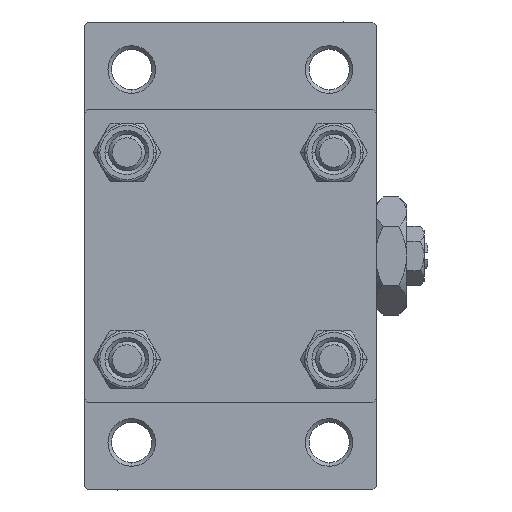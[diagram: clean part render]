
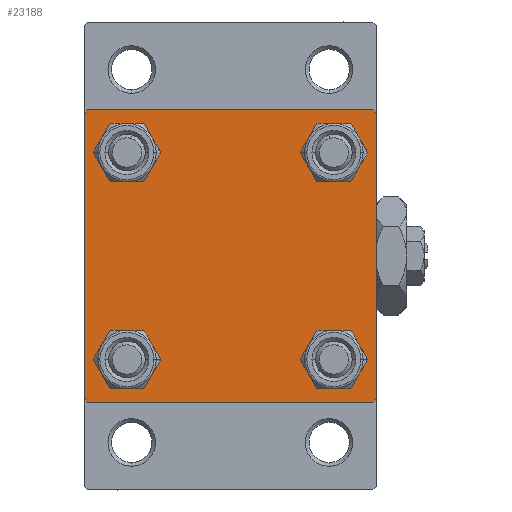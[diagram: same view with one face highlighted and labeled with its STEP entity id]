
A CAD part, left-side view. The second image highlights one B-rep face of the part: STEP entity #23188.
In plain terms, the highlighted planar face has unit normal (-1, 0, 0).
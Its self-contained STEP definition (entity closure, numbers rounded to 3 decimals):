
#221 = CARTESIAN_POINT ( 'NONE',  ( 0., 14.15, -11.15 ) ) ;
#1216 = AXIS2_PLACEMENT_3D ( 'NONE', #21467, #41676, #33429 ) ;
#1357 = EDGE_CURVE ( 'NONE', #32792, #16918, #32964, .T. ) ;
#1509 = DIRECTION ( 'NONE',  ( 0., 0., -1. ) ) ;
#1986 = ORIENTED_EDGE ( 'NONE', *, *, #6371, .T. ) ;
#2297 = EDGE_CURVE ( 'NONE', #35475, #15437, #15132, .T. ) ;
#2461 = PLANE ( 'NONE',  #1216 ) ;
#2711 = CIRCLE ( 'NONE', #44236, 3. ) ;
#3070 = CARTESIAN_POINT ( 'NONE',  ( 0., 14.15, -14.15 ) ) ;
#3386 = ORIENTED_EDGE ( 'NONE', *, *, #24661, .T. ) ;
#3435 = EDGE_LOOP ( 'NONE', ( #40340, #26632 ) ) ;
#3687 = AXIS2_PLACEMENT_3D ( 'NONE', #11638, #38353, #3896 ) ;
#3778 = ORIENTED_EDGE ( 'NONE', *, *, #1357, .T. ) ;
#3896 = DIRECTION ( 'NONE',  ( 0., 0., 1. ) ) ;
#4500 = CIRCLE ( 'NONE', #3687, 3. ) ;
#4981 = CIRCLE ( 'NONE', #36082, 3. ) ;
#5655 = AXIS2_PLACEMENT_3D ( 'NONE', #16226, #12466, #39181 ) ;
#5803 = EDGE_CURVE ( 'NONE', #6777, #16721, #29585, .T. ) ;
#6371 = EDGE_CURVE ( 'NONE', #15437, #35475, #33607, .T. ) ;
#6475 = CARTESIAN_POINT ( 'NONE',  ( 0., 19.75, -19.75 ) ) ;
#6753 = DIRECTION ( 'NONE',  ( 0., 0., 1. ) ) ;
#6777 = VERTEX_POINT ( 'NONE', #14260 ) ;
#6887 = DIRECTION ( 'NONE',  ( 1., 0., 0. ) ) ;
#7258 = AXIS2_PLACEMENT_3D ( 'NONE', #16049, #46524, #12286 ) ;
#7538 = ORIENTED_EDGE ( 'NONE', *, *, #8532, .F. ) ;
#8532 = EDGE_CURVE ( 'NONE', #14291, #23647, #9351, .T. ) ;
#9219 = VECTOR ( 'NONE', #30529, 1000. ) ;
#9351 = LINE ( 'NONE', #28574, #22535 ) ;
#9469 = EDGE_LOOP ( 'NONE', ( #34251, #32560 ) ) ;
#10644 = CARTESIAN_POINT ( 'NONE',  ( 0., -14.15, 14.15 ) ) ;
#10900 = EDGE_CURVE ( 'NONE', #16918, #23812, #25466, .T. ) ;
#11091 = VECTOR ( 'NONE', #1509, 1000. ) ;
#11638 = CARTESIAN_POINT ( 'NONE',  ( 0., 14.15, -14.15 ) ) ;
#12286 = DIRECTION ( 'NONE',  ( 0., 0., 1. ) ) ;
#12463 = VECTOR ( 'NONE', #38790, 1000. ) ;
#12466 = DIRECTION ( 'NONE',  ( 1., 0., 0. ) ) ;
#12644 = EDGE_CURVE ( 'NONE', #36795, #28139, #4981, .T. ) ;
#12782 = DIRECTION ( 'NONE',  ( 0., -1., 0. ) ) ;
#14260 = CARTESIAN_POINT ( 'NONE',  ( 0., -14.15, 11.15 ) ) ;
#14291 = VERTEX_POINT ( 'NONE', #37678 ) ;
#14572 = LINE ( 'NONE', #27042, #9219 ) ;
#14574 = CARTESIAN_POINT ( 'NONE',  ( 0., -14.15, -17.15 ) ) ;
#14714 = CARTESIAN_POINT ( 'NONE',  ( 0., 14.15, 17.15 ) ) ;
#15132 = CIRCLE ( 'NONE', #40630, 3. ) ;
#15437 = VERTEX_POINT ( 'NONE', #14714 ) ;
#16049 = CARTESIAN_POINT ( 'NONE',  ( 0., 14.15, 14.15 ) ) ;
#16226 = CARTESIAN_POINT ( 'NONE',  ( 0., -14.15, 14.15 ) ) ;
#16398 = VECTOR ( 'NONE', #12782, 1000. ) ;
#16632 = CARTESIAN_POINT ( 'NONE',  ( 0., -14.15, 17.15 ) ) ;
#16667 = CARTESIAN_POINT ( 'NONE',  ( 0., -14.15, -11.15 ) ) ;
#16721 = VERTEX_POINT ( 'NONE', #16632 ) ;
#16918 = VERTEX_POINT ( 'NONE', #49089 ) ;
#17771 = DIRECTION ( 'NONE',  ( 1., 0., 0. ) ) ;
#18005 = ORIENTED_EDGE ( 'NONE', *, *, #2297, .T. ) ;
#18060 = CARTESIAN_POINT ( 'NONE',  ( 0., -19.5, 20. ) ) ;
#18101 = VECTOR ( 'NONE', #26855, 1000. ) ;
#18386 = ORIENTED_EDGE ( 'NONE', *, *, #31408, .T. ) ;
#18503 = CARTESIAN_POINT ( 'NONE',  ( 0., -14.15, -14.15 ) ) ;
#18637 = VECTOR ( 'NONE', #44344, 1000. ) ;
#19243 = EDGE_CURVE ( 'NONE', #31875, #44712, #27537, .T. ) ;
#19320 = ORIENTED_EDGE ( 'NONE', *, *, #26241, .T. ) ;
#21265 = DIRECTION ( 'NONE',  ( 0., 0., 1. ) ) ;
#21334 = EDGE_CURVE ( 'NONE', #31875, #32792, #26836, .T. ) ;
#21387 = VERTEX_POINT ( 'NONE', #30805 ) ;
#21467 = CARTESIAN_POINT ( 'NONE',  ( 0., 0., 0. ) ) ;
#22362 = CARTESIAN_POINT ( 'NONE',  ( 0., 20., -20. ) ) ;
#22453 = FACE_BOUND ( 'NONE', #9469, .T. ) ;
#22535 = VECTOR ( 'NONE', #47574, 1000. ) ;
#22610 = CARTESIAN_POINT ( 'NONE',  ( 0., -19.75, 19.75 ) ) ;
#22828 = CARTESIAN_POINT ( 'NONE',  ( 0., -20., -19.5 ) ) ;
#22948 = CIRCLE ( 'NONE', #27755, 3. ) ;
#23188 = ADVANCED_FACE ( 'NONE', ( #22453, #48198, #37417, #25710, #25956 ), #2461, .T. ) ;
#23647 = VERTEX_POINT ( 'NONE', #22828 ) ;
#23812 = VERTEX_POINT ( 'NONE', #36002 ) ;
#24661 = EDGE_CURVE ( 'NONE', #35178, #30384, #4500, .T. ) ;
#25247 = CARTESIAN_POINT ( 'NONE',  ( 0., 20., 20. ) ) ;
#25466 = LINE ( 'NONE', #6475, #28045 ) ;
#25710 = FACE_BOUND ( 'NONE', #40111, .T. ) ;
#25956 = FACE_OUTER_BOUND ( 'NONE', #41653, .T. ) ;
#26241 = EDGE_CURVE ( 'NONE', #23812, #21387, #33336, .T. ) ;
#26316 = DIRECTION ( 'NONE',  ( 1., 0., 0. ) ) ;
#26632 = ORIENTED_EDGE ( 'NONE', *, *, #12644, .T. ) ;
#26836 = LINE ( 'NONE', #34542, #12463 ) ;
#26855 = DIRECTION ( 'NONE',  ( 0., 0.707, 0.707 ) ) ;
#27042 = CARTESIAN_POINT ( 'NONE',  ( 0., -19.75, -19.75 ) ) ;
#27537 = LINE ( 'NONE', #46775, #16398 ) ;
#27755 = AXIS2_PLACEMENT_3D ( 'NONE', #3070, #26316, #33781 ) ;
#28045 = VECTOR ( 'NONE', #29455, 1000. ) ;
#28139 = VERTEX_POINT ( 'NONE', #16667 ) ;
#28390 = EDGE_CURVE ( 'NONE', #16721, #6777, #2711, .T. ) ;
#28574 = CARTESIAN_POINT ( 'NONE',  ( 0., -20., 20. ) ) ;
#29455 = DIRECTION ( 'NONE',  ( 0., -0.707, -0.707 ) ) ;
#29585 = CIRCLE ( 'NONE', #5655, 3. ) ;
#30119 = DIRECTION ( 'NONE',  ( 0., 0., 1. ) ) ;
#30384 = VERTEX_POINT ( 'NONE', #221 ) ;
#30529 = DIRECTION ( 'NONE',  ( 0., -0.707, 0.707 ) ) ;
#30805 = CARTESIAN_POINT ( 'NONE',  ( 0., -19.5, -20. ) ) ;
#31408 = EDGE_CURVE ( 'NONE', #21387, #23647, #14572, .T. ) ;
#31586 = DIRECTION ( 'NONE',  ( 0., 0., 1. ) ) ;
#31691 = ORIENTED_EDGE ( 'NONE', *, *, #39406, .T. ) ;
#31875 = VERTEX_POINT ( 'NONE', #38160 ) ;
#32313 = DIRECTION ( 'NONE',  ( 1., 0., 0. ) ) ;
#32370 = ORIENTED_EDGE ( 'NONE', *, *, #38227, .T. ) ;
#32560 = ORIENTED_EDGE ( 'NONE', *, *, #5803, .T. ) ;
#32792 = VERTEX_POINT ( 'NONE', #49211 ) ;
#32964 = LINE ( 'NONE', #25247, #11091 ) ;
#33336 = LINE ( 'NONE', #22362, #18637 ) ;
#33429 = DIRECTION ( 'NONE',  ( 0., 0., 1. ) ) ;
#33583 = LINE ( 'NONE', #22610, #18101 ) ;
#33607 = CIRCLE ( 'NONE', #7258, 3. ) ;
#33781 = DIRECTION ( 'NONE',  ( 0., 0., 1. ) ) ;
#34251 = ORIENTED_EDGE ( 'NONE', *, *, #28390, .T. ) ;
#34542 = CARTESIAN_POINT ( 'NONE',  ( 0., 19.75, 19.75 ) ) ;
#35178 = VERTEX_POINT ( 'NONE', #35951 ) ;
#35475 = VERTEX_POINT ( 'NONE', #40642 ) ;
#35951 = CARTESIAN_POINT ( 'NONE',  ( 0., 14.15, -17.15 ) ) ;
#36002 = CARTESIAN_POINT ( 'NONE',  ( 0., 19.5, -20. ) ) ;
#36082 = AXIS2_PLACEMENT_3D ( 'NONE', #39568, #32313, #31586 ) ;
#36795 = VERTEX_POINT ( 'NONE', #14574 ) ;
#36947 = EDGE_CURVE ( 'NONE', #28139, #36795, #38796, .T. ) ;
#37417 = FACE_BOUND ( 'NONE', #41396, .T. ) ;
#37678 = CARTESIAN_POINT ( 'NONE',  ( 0., -20., 19.5 ) ) ;
#37953 = DIRECTION ( 'NONE',  ( 1., 0., 0. ) ) ;
#38160 = CARTESIAN_POINT ( 'NONE',  ( 0., 19.5, 20. ) ) ;
#38227 = EDGE_CURVE ( 'NONE', #14291, #44712, #33583, .T. ) ;
#38353 = DIRECTION ( 'NONE',  ( 1., 0., 0. ) ) ;
#38790 = DIRECTION ( 'NONE',  ( 0., 0.707, -0.707 ) ) ;
#38796 = CIRCLE ( 'NONE', #40411, 3. ) ;
#39181 = DIRECTION ( 'NONE',  ( 0., 0., 1. ) ) ;
#39406 = EDGE_CURVE ( 'NONE', #30384, #35178, #22948, .T. ) ;
#39568 = CARTESIAN_POINT ( 'NONE',  ( 0., -14.15, -14.15 ) ) ;
#40111 = EDGE_LOOP ( 'NONE', ( #1986, #18005 ) ) ;
#40340 = ORIENTED_EDGE ( 'NONE', *, *, #36947, .T. ) ;
#40411 = AXIS2_PLACEMENT_3D ( 'NONE', #18503, #17771, #21265 ) ;
#40630 = AXIS2_PLACEMENT_3D ( 'NONE', #41468, #37953, #6753 ) ;
#40642 = CARTESIAN_POINT ( 'NONE',  ( 0., 14.15, 11.15 ) ) ;
#41120 = ORIENTED_EDGE ( 'NONE', *, *, #10900, .T. ) ;
#41396 = EDGE_LOOP ( 'NONE', ( #31691, #3386 ) ) ;
#41468 = CARTESIAN_POINT ( 'NONE',  ( 0., 14.15, 14.15 ) ) ;
#41653 = EDGE_LOOP ( 'NONE', ( #3778, #41120, #19320, #18386, #7538, #32370, #48435, #48950 ) ) ;
#41676 = DIRECTION ( 'NONE',  ( -1., 0., 0. ) ) ;
#44236 = AXIS2_PLACEMENT_3D ( 'NONE', #10644, #6887, #30119 ) ;
#44344 = DIRECTION ( 'NONE',  ( 0., -1., 0. ) ) ;
#44712 = VERTEX_POINT ( 'NONE', #18060 ) ;
#46524 = DIRECTION ( 'NONE',  ( 1., 0., 0. ) ) ;
#46775 = CARTESIAN_POINT ( 'NONE',  ( 0., 20., 20. ) ) ;
#47574 = DIRECTION ( 'NONE',  ( 0., 0., -1. ) ) ;
#48198 = FACE_BOUND ( 'NONE', #3435, .T. ) ;
#48435 = ORIENTED_EDGE ( 'NONE', *, *, #19243, .F. ) ;
#48950 = ORIENTED_EDGE ( 'NONE', *, *, #21334, .T. ) ;
#49089 = CARTESIAN_POINT ( 'NONE',  ( 0., 20., -19.5 ) ) ;
#49211 = CARTESIAN_POINT ( 'NONE',  ( 0., 20., 19.5 ) ) ;
